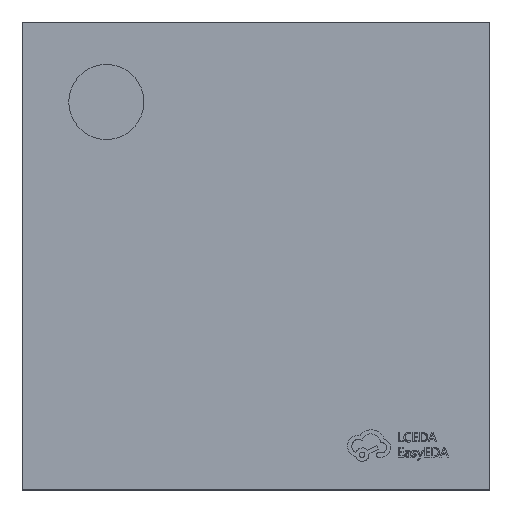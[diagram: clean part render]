
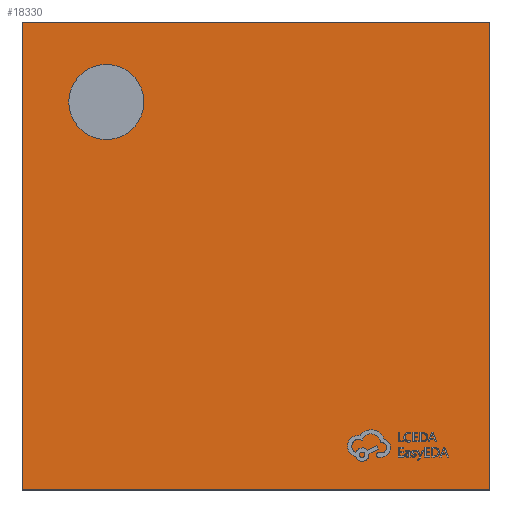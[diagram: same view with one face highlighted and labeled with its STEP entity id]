
A CAD part, top view. The second image highlights one B-rep face of the part: STEP entity #18330.
In plain terms, the highlighted planar face has unit normal (0, 0, 1).
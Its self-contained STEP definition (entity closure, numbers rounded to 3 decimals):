
#630 = ORIENTED_EDGE ( 'NONE', *, *, #14650, .T. ) ;
#839 = AXIS2_PLACEMENT_3D ( 'NONE', #1372, #12345, #14021 ) ;
#1027 = EDGE_CURVE ( 'NONE', #1202, #7742, #19563, .T. ) ;
#1202 = VERTEX_POINT ( 'NONE', #15853 ) ;
#1372 = CARTESIAN_POINT ( 'NONE',  ( -0.96, 0.987, 0.75 ) ) ;
#1617 = EDGE_CURVE ( 'NONE', #19310, #19937, #8933, .T. ) ;
#1716 = DIRECTION ( 'NONE',  ( 0., 0., 1. ) ) ;
#2366 = VERTEX_POINT ( 'NONE', #19738 ) ;
#3832 = EDGE_LOOP ( 'NONE', ( #17615, #11543 ) ) ;
#4764 = FACE_BOUND ( 'NONE', #3832, .T. ) ;
#5014 = EDGE_LOOP ( 'NONE', ( #19993, #14276, #630, #17551 ) ) ;
#5331 = AXIS2_PLACEMENT_3D ( 'NONE', #13157, #13525, #11280 ) ;
#5903 = CARTESIAN_POINT ( 'NONE',  ( -1.5, 1.5, 0.75 ) ) ;
#6000 = CARTESIAN_POINT ( 'NONE',  ( -1.5, 1.5, 0.75 ) ) ;
#6428 = VECTOR ( 'NONE', #13751, 1000. ) ;
#6485 = EDGE_CURVE ( 'NONE', #19937, #19310, #9759, .T. ) ;
#6548 = CARTESIAN_POINT ( 'NONE',  ( -1.201, 0.987, 0.75 ) ) ;
#6705 = DIRECTION ( 'NONE',  ( 1., 0., 0. ) ) ;
#7742 = VERTEX_POINT ( 'NONE', #14028 ) ;
#8887 = CARTESIAN_POINT ( 'NONE',  ( -1.5, 1.5, 0.75 ) ) ;
#8933 = CIRCLE ( 'NONE', #5331, 0.241 ) ;
#9489 = PLANE ( 'NONE',  #19276 ) ;
#9759 = CIRCLE ( 'NONE', #839, 0.241 ) ;
#11032 = EDGE_CURVE ( 'NONE', #7742, #2366, #15929, .T. ) ;
#11280 = DIRECTION ( 'NONE',  ( 1., 0., 0. ) ) ;
#11379 = CARTESIAN_POINT ( 'NONE',  ( 1.5, 1.5, 0.75 ) ) ;
#11543 = ORIENTED_EDGE ( 'NONE', *, *, #6485, .F. ) ;
#11878 = EDGE_CURVE ( 'NONE', #2366, #14654, #13657, .T. ) ;
#11909 = VECTOR ( 'NONE', #18152, 1000. ) ;
#12345 = DIRECTION ( 'NONE',  ( 0., 0., 1. ) ) ;
#13157 = CARTESIAN_POINT ( 'NONE',  ( -0.96, 0.987, 0.75 ) ) ;
#13525 = DIRECTION ( 'NONE',  ( 0., 0., 1. ) ) ;
#13657 = LINE ( 'NONE', #8887, #11909 ) ;
#13727 = CARTESIAN_POINT ( 'NONE',  ( -0.719, 0.987, 0.75 ) ) ;
#13751 = DIRECTION ( 'NONE',  ( 0., -1., 0. ) ) ;
#14021 = DIRECTION ( 'NONE',  ( 1., 0., 0. ) ) ;
#14028 = CARTESIAN_POINT ( 'NONE',  ( 1.5, -1.5, 0.75 ) ) ;
#14057 = CARTESIAN_POINT ( 'NONE',  ( 0., 0., 0.75 ) ) ;
#14262 = VECTOR ( 'NONE', #15831, 1000. ) ;
#14276 = ORIENTED_EDGE ( 'NONE', *, *, #11878, .T. ) ;
#14650 = EDGE_CURVE ( 'NONE', #14654, #1202, #20013, .T. ) ;
#14654 = VERTEX_POINT ( 'NONE', #6000 ) ;
#15831 = DIRECTION ( 'NONE',  ( 0., 1., 0. ) ) ;
#15853 = CARTESIAN_POINT ( 'NONE',  ( -1.5, -1.5, 0.75 ) ) ;
#15929 = LINE ( 'NONE', #11379, #14262 ) ;
#17415 = FACE_OUTER_BOUND ( 'NONE', #5014, .T. ) ;
#17551 = ORIENTED_EDGE ( 'NONE', *, *, #1027, .T. ) ;
#17615 = ORIENTED_EDGE ( 'NONE', *, *, #1617, .F. ) ;
#17915 = CARTESIAN_POINT ( 'NONE',  ( -1.5, -1.5, 0.75 ) ) ;
#18152 = DIRECTION ( 'NONE',  ( -1., 0., 0. ) ) ;
#18330 = ADVANCED_FACE ( 'NONE', ( #4764, #17415 ), #9489, .T. ) ;
#19276 = AXIS2_PLACEMENT_3D ( 'NONE', #14057, #1716, #20210 ) ;
#19310 = VERTEX_POINT ( 'NONE', #13727 ) ;
#19563 = LINE ( 'NONE', #17915, #20097 ) ;
#19738 = CARTESIAN_POINT ( 'NONE',  ( 1.5, 1.5, 0.75 ) ) ;
#19937 = VERTEX_POINT ( 'NONE', #6548 ) ;
#19993 = ORIENTED_EDGE ( 'NONE', *, *, #11032, .T. ) ;
#20013 = LINE ( 'NONE', #5903, #6428 ) ;
#20097 = VECTOR ( 'NONE', #6705, 1000. ) ;
#20210 = DIRECTION ( 'NONE',  ( 1., 0., 0. ) ) ;
